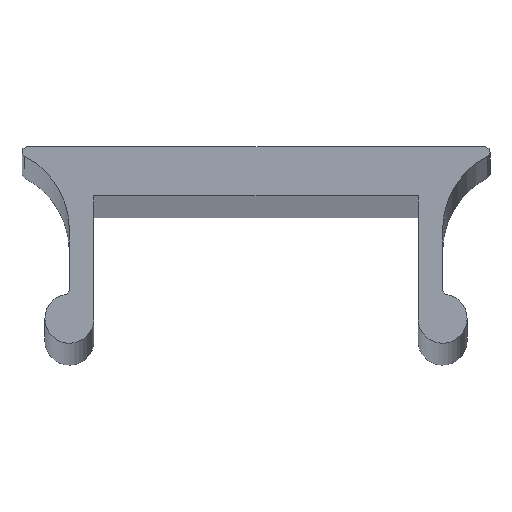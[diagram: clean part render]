
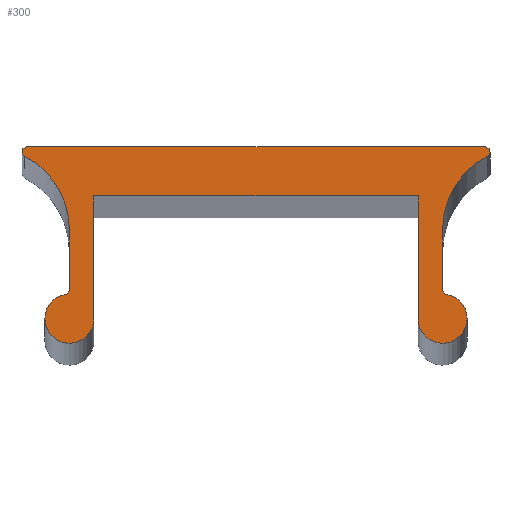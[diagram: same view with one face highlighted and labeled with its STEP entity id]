
A CAD part, top view. The second image highlights one B-rep face of the part: STEP entity #300.
In plain terms, the highlighted planar face has unit normal (0, 0, 1).
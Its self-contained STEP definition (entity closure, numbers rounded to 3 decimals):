
#15=CIRCLE('',#324,0.5);
#17=CIRCLE('',#327,0.1);
#19=CIRCLE('',#331,1.69);
#21=CIRCLE('',#334,0.1);
#23=CIRCLE('',#338,0.5);
#25=CIRCLE('',#341,0.1);
#27=CIRCLE('',#345,1.69);
#29=CIRCLE('',#348,0.1);
#54=FACE_OUTER_BOUND('',#70,.T.);
#70=EDGE_LOOP('',(#263,#264,#265,#266,#267,#268,#269,#270,#271,#272,#273,
#274,#275,#276));
#71=LINE('',#449,#97);
#75=LINE('',#457,#101);
#80=LINE('',#475,#106);
#85=LINE('',#493,#111);
#90=LINE('',#511,#116);
#96=LINE('',#530,#122);
#97=VECTOR('',#357,10.);
#101=VECTOR('',#363,10.);
#106=VECTOR('',#382,10.);
#111=VECTOR('',#401,10.);
#116=VECTOR('',#420,10.);
#122=VECTOR('',#442,10.);
#123=VERTEX_POINT('',#447);
#124=VERTEX_POINT('',#448);
#127=VERTEX_POINT('',#456);
#129=VERTEX_POINT('',#462);
#131=VERTEX_POINT('',#468);
#133=VERTEX_POINT('',#474);
#135=VERTEX_POINT('',#480);
#137=VERTEX_POINT('',#486);
#139=VERTEX_POINT('',#492);
#141=VERTEX_POINT('',#498);
#143=VERTEX_POINT('',#504);
#145=VERTEX_POINT('',#510);
#147=VERTEX_POINT('',#516);
#149=VERTEX_POINT('',#522);
#151=EDGE_CURVE('',#123,#124,#71,.T.);
#155=EDGE_CURVE('',#124,#127,#75,.T.);
#158=EDGE_CURVE('',#127,#129,#15,.T.);
#161=EDGE_CURVE('',#129,#131,#17,.T.);
#164=EDGE_CURVE('',#131,#133,#80,.T.);
#167=EDGE_CURVE('',#133,#135,#19,.T.);
#170=EDGE_CURVE('',#135,#137,#21,.T.);
#173=EDGE_CURVE('',#139,#123,#85,.T.);
#176=EDGE_CURVE('',#141,#139,#23,.T.);
#179=EDGE_CURVE('',#143,#141,#25,.T.);
#182=EDGE_CURVE('',#145,#143,#90,.T.);
#185=EDGE_CURVE('',#147,#145,#27,.T.);
#188=EDGE_CURVE('',#149,#147,#29,.T.);
#192=EDGE_CURVE('',#149,#137,#96,.T.);
#263=ORIENTED_EDGE('',*,*,#170,.T.);
#264=ORIENTED_EDGE('',*,*,#192,.F.);
#265=ORIENTED_EDGE('',*,*,#188,.T.);
#266=ORIENTED_EDGE('',*,*,#185,.T.);
#267=ORIENTED_EDGE('',*,*,#182,.T.);
#268=ORIENTED_EDGE('',*,*,#179,.T.);
#269=ORIENTED_EDGE('',*,*,#176,.T.);
#270=ORIENTED_EDGE('',*,*,#173,.T.);
#271=ORIENTED_EDGE('',*,*,#151,.T.);
#272=ORIENTED_EDGE('',*,*,#155,.T.);
#273=ORIENTED_EDGE('',*,*,#158,.T.);
#274=ORIENTED_EDGE('',*,*,#161,.T.);
#275=ORIENTED_EDGE('',*,*,#164,.T.);
#276=ORIENTED_EDGE('',*,*,#167,.T.);
#284=PLANE('',#352);
#300=ADVANCED_FACE('',(#54),#284,.T.);
#324=AXIS2_PLACEMENT_3D('',#463,#368,#369);
#327=AXIS2_PLACEMENT_3D('',#469,#375,#376);
#331=AXIS2_PLACEMENT_3D('',#481,#387,#388);
#334=AXIS2_PLACEMENT_3D('',#487,#394,#395);
#338=AXIS2_PLACEMENT_3D('',#499,#406,#407);
#341=AXIS2_PLACEMENT_3D('',#505,#413,#414);
#345=AXIS2_PLACEMENT_3D('',#517,#425,#426);
#348=AXIS2_PLACEMENT_3D('',#523,#432,#433);
#352=AXIS2_PLACEMENT_3D('',#531,#443,#444);
#357=DIRECTION('',(1.,0.,0.));
#363=DIRECTION('',(0.,-1.,0.));
#368=DIRECTION('center_axis',(0.,0.,1.));
#369=DIRECTION('ref_axis',(-1.,0.,0.));
#375=DIRECTION('center_axis',(0.,0.,-1.));
#376=DIRECTION('ref_axis',(1.,0.,0.));
#382=DIRECTION('',(0.,1.,0.));
#387=DIRECTION('center_axis',(0.,0.,-1.));
#388=DIRECTION('ref_axis',(0.459,-0.888,0.));
#394=DIRECTION('center_axis',(0.,0.,1.));
#395=DIRECTION('ref_axis',(0.459,-0.888,0.));
#401=DIRECTION('',(0.,1.,0.));
#406=DIRECTION('center_axis',(0.,0.,1.));
#407=DIRECTION('ref_axis',(-0.167,0.986,0.));
#413=DIRECTION('center_axis',(0.,0.,-1.));
#414=DIRECTION('ref_axis',(-0.167,0.986,0.));
#420=DIRECTION('',(0.,-1.,0.));
#425=DIRECTION('center_axis',(0.,0.,-1.));
#426=DIRECTION('ref_axis',(-1.,0.,0.));
#432=DIRECTION('center_axis',(0.,0.,1.));
#433=DIRECTION('ref_axis',(0.,1.,0.));
#442=DIRECTION('',(1.,0.,0.));
#443=DIRECTION('center_axis',(0.,0.,1.));
#444=DIRECTION('ref_axis',(1.,0.,0.));
#447=CARTESIAN_POINT('',(-3.3,-1.,255.));
#448=CARTESIAN_POINT('',(3.3,-1.,255.));
#449=CARTESIAN_POINT('',(1.65,-1.,255.));
#456=CARTESIAN_POINT('',(3.3,-3.5,255.));
#457=CARTESIAN_POINT('',(3.3,-3.,255.));
#462=CARTESIAN_POINT('',(3.883,-3.007,255.));
#463=CARTESIAN_POINT('Origin',(3.8,-3.5,255.));
#468=CARTESIAN_POINT('',(3.8,-2.908,255.));
#469=CARTESIAN_POINT('Origin',(3.9,-2.908,255.));
#474=CARTESIAN_POINT('',(3.8,-1.69,255.));
#475=CARTESIAN_POINT('',(3.8,-2.095,255.));
#480=CARTESIAN_POINT('',(4.714,-0.189,255.));
#481=CARTESIAN_POINT('Origin',(5.49,-1.69,255.));
#486=CARTESIAN_POINT('',(4.668,0.,255.));
#487=CARTESIAN_POINT('Origin',(4.668,-0.1,255.));
#492=CARTESIAN_POINT('',(-3.3,-3.5,255.));
#493=CARTESIAN_POINT('',(-3.3,-1.75,255.));
#498=CARTESIAN_POINT('',(-3.883,-3.007,255.));
#499=CARTESIAN_POINT('Origin',(-3.8,-3.5,255.));
#504=CARTESIAN_POINT('',(-3.8,-2.908,255.));
#505=CARTESIAN_POINT('Origin',(-3.9,-2.908,255.));
#510=CARTESIAN_POINT('',(-3.8,-1.69,255.));
#511=CARTESIAN_POINT('',(-3.8,-2.704,255.));
#516=CARTESIAN_POINT('',(-4.714,-0.189,255.));
#517=CARTESIAN_POINT('Origin',(-5.49,-1.69,255.));
#522=CARTESIAN_POINT('',(-4.668,0.,255.));
#523=CARTESIAN_POINT('Origin',(-4.668,-0.1,255.));
#530=CARTESIAN_POINT('',(2.5,0.,255.));
#531=CARTESIAN_POINT('Origin',(0.,-2.5,255.));
